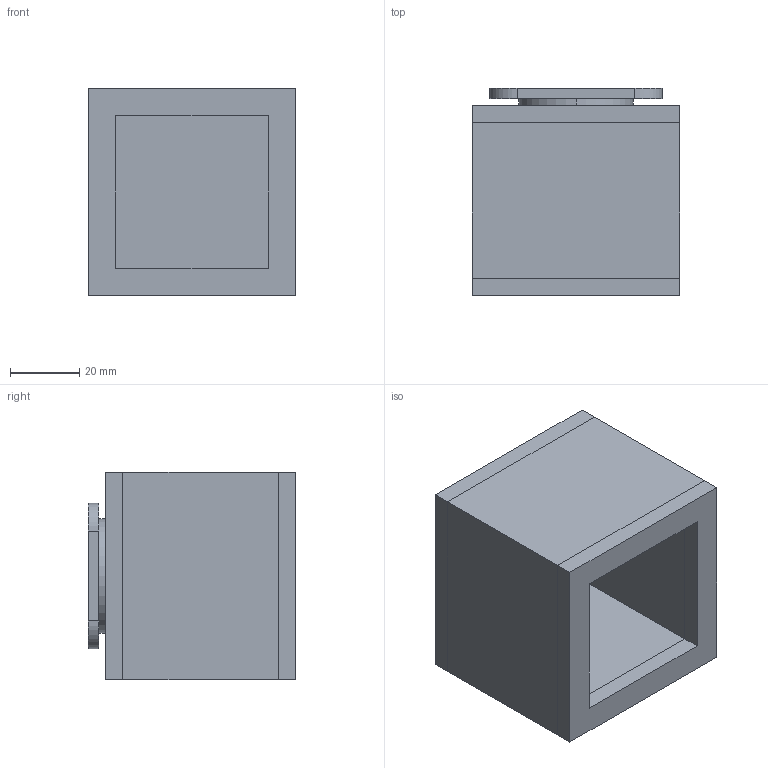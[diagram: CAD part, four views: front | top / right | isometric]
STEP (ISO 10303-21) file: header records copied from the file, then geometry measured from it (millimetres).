
FILE_DESCRIPTION (( 'STEP AP214' ), '1' );
FILE_NAME ('F002887,F002889,F002891_3D.step', '2022-08-15T13:42:42', ( '' ), ( '' ), 'SwSTEP 2.0', 'SolidWorks 2020', '' );
FILE_SCHEMA (( 'AUTOMOTIVE_DESIGN' ));
Length unit declared in the file: millimetre
Products named in the file (1): F002887,F002889,F002891_3D
Bounding box: 60 x 60 x 60 mm (x, y, z)
Volume: 49518.6 mm3; surface area: 40445.8 mm2
Topology: 4 solids, 4 shells, 49 faces, 120 edges, 80 vertices
Faces by surface type: plane 33, cylinder 16
Entity records: 1535 total; most frequent: DIRECTION 252, CARTESIAN_POINT 250, ORIENTED_EDGE 240, EDGE_CURVE 120, VECTOR 88, LINE 88, AXIS2_PLACEMENT_3D 82, VERTEX_POINT 80
